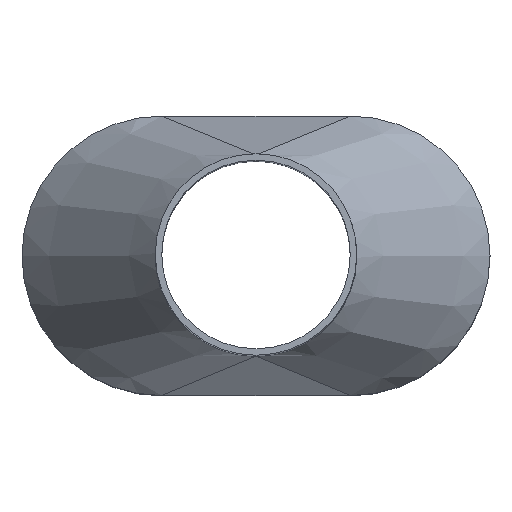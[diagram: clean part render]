
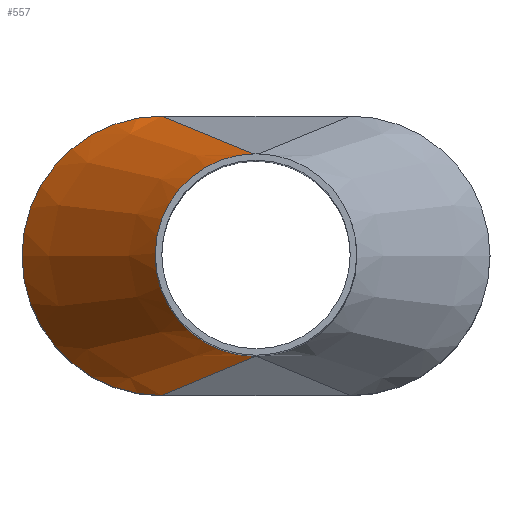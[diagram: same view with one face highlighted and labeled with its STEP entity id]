
A CAD part, top view. The second image highlights one B-rep face of the part: STEP entity #557.
In plain terms, the highlighted free-form (B-spline) face has degree [5, 5] with [6, 9] control points.
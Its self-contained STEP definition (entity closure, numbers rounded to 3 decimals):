
#359=AXIS2_PLACEMENT_3D('Circle Axis2P3D',#357,#358,$) ;
#255=CARTESIAN_POINT('Vertex',(4.3,0.,7.2)) ;
#286=CARTESIAN_POINT('Vertex',(4.3,8.6,7.2)) ;
#357=CARTESIAN_POINT('Axis2P3D Location',(4.3,4.3,7.2)) ;
#466=CARTESIAN_POINT('Control Point',(7.195,7.4,12.)) ;
#467=CARTESIAN_POINT('Control Point',(6.221,7.4,12.)) ;
#468=CARTESIAN_POINT('Control Point',(5.246,7.019,12.)) ;
#469=CARTESIAN_POINT('Control Point',(4.476,6.248,12.)) ;
#470=CARTESIAN_POINT('Control Point',(3.714,4.3,12.)) ;
#471=CARTESIAN_POINT('Control Point',(4.476,2.352,12.)) ;
#472=CARTESIAN_POINT('Control Point',(5.246,1.581,12.)) ;
#473=CARTESIAN_POINT('Control Point',(6.221,1.2,12.)) ;
#474=CARTESIAN_POINT('Control Point',(7.195,1.2,12.)) ;
#475=CARTESIAN_POINT('Control Point',(6.616,7.64,11.04)) ;
#476=CARTESIAN_POINT('Control Point',(5.567,7.64,11.04)) ;
#477=CARTESIAN_POINT('Control Point',(4.516,7.229,11.04)) ;
#478=CARTESIAN_POINT('Control Point',(3.687,6.399,11.04)) ;
#479=CARTESIAN_POINT('Control Point',(2.865,4.3,11.04)) ;
#480=CARTESIAN_POINT('Control Point',(3.687,2.201,11.04)) ;
#481=CARTESIAN_POINT('Control Point',(4.516,1.371,11.04)) ;
#482=CARTESIAN_POINT('Control Point',(5.567,0.96,11.04)) ;
#483=CARTESIAN_POINT('Control Point',(6.616,0.96,11.04)) ;
#484=CARTESIAN_POINT('Control Point',(6.037,7.88,10.08)) ;
#485=CARTESIAN_POINT('Control Point',(4.912,7.88,10.08)) ;
#486=CARTESIAN_POINT('Control Point',(3.787,7.44,10.08)) ;
#487=CARTESIAN_POINT('Control Point',(2.897,6.549,10.08)) ;
#488=CARTESIAN_POINT('Control Point',(2.017,4.3,10.08)) ;
#489=CARTESIAN_POINT('Control Point',(2.897,2.051,10.08)) ;
#490=CARTESIAN_POINT('Control Point',(3.787,1.16,10.08)) ;
#491=CARTESIAN_POINT('Control Point',(4.912,0.72,10.08)) ;
#492=CARTESIAN_POINT('Control Point',(6.037,0.72,10.08)) ;
#493=CARTESIAN_POINT('Control Point',(5.458,8.12,9.12)) ;
#494=CARTESIAN_POINT('Control Point',(4.258,8.12,9.12)) ;
#495=CARTESIAN_POINT('Control Point',(3.057,7.65,9.12)) ;
#496=CARTESIAN_POINT('Control Point',(2.108,6.7,9.12)) ;
#497=CARTESIAN_POINT('Control Point',(1.168,4.3,9.12)) ;
#498=CARTESIAN_POINT('Control Point',(2.108,1.9,9.12)) ;
#499=CARTESIAN_POINT('Control Point',(3.057,0.95,9.12)) ;
#500=CARTESIAN_POINT('Control Point',(4.258,0.48,9.12)) ;
#501=CARTESIAN_POINT('Control Point',(5.458,0.48,9.12)) ;
#502=CARTESIAN_POINT('Control Point',(4.879,8.36,8.16)) ;
#503=CARTESIAN_POINT('Control Point',(3.604,8.36,8.16)) ;
#504=CARTESIAN_POINT('Control Point',(2.327,7.861,8.16)) ;
#505=CARTESIAN_POINT('Control Point',(1.318,6.851,8.16)) ;
#506=CARTESIAN_POINT('Control Point',(0.32,4.3,8.16)) ;
#507=CARTESIAN_POINT('Control Point',(1.318,1.749,8.16)) ;
#508=CARTESIAN_POINT('Control Point',(2.327,0.739,8.16)) ;
#509=CARTESIAN_POINT('Control Point',(3.604,0.24,8.16)) ;
#510=CARTESIAN_POINT('Control Point',(4.879,0.24,8.16)) ;
#511=CARTESIAN_POINT('Control Point',(4.3,8.6,7.2)) ;
#512=CARTESIAN_POINT('Control Point',(2.949,8.6,7.2)) ;
#513=CARTESIAN_POINT('Control Point',(1.597,8.071,7.2)) ;
#514=CARTESIAN_POINT('Control Point',(0.529,7.002,7.2)) ;
#515=CARTESIAN_POINT('Control Point',(-0.529,4.3,7.2)) ;
#516=CARTESIAN_POINT('Control Point',(0.529,1.598,7.2)) ;
#517=CARTESIAN_POINT('Control Point',(1.597,0.529,7.2)) ;
#518=CARTESIAN_POINT('Control Point',(2.949,0.,7.2)) ;
#519=CARTESIAN_POINT('Control Point',(4.3,0.,7.2)) ;
#521=CARTESIAN_POINT('Control Point',(7.195,1.2,12.)) ;
#522=CARTESIAN_POINT('Control Point',(6.616,0.96,11.04)) ;
#523=CARTESIAN_POINT('Control Point',(6.037,0.72,10.08)) ;
#524=CARTESIAN_POINT('Control Point',(5.458,0.48,9.12)) ;
#525=CARTESIAN_POINT('Control Point',(4.879,0.24,8.16)) ;
#526=CARTESIAN_POINT('Control Point',(4.3,0.,7.2)) ;
#527=CARTESIAN_POINT('Vertex',(7.195,1.2,12.)) ;
#531=CARTESIAN_POINT('Control Point',(7.195,7.4,12.)) ;
#532=CARTESIAN_POINT('Control Point',(6.221,7.4,12.)) ;
#533=CARTESIAN_POINT('Control Point',(5.246,7.019,12.)) ;
#534=CARTESIAN_POINT('Control Point',(4.476,6.248,12.)) ;
#535=CARTESIAN_POINT('Control Point',(3.714,4.3,12.)) ;
#536=CARTESIAN_POINT('Control Point',(4.476,2.352,12.)) ;
#537=CARTESIAN_POINT('Control Point',(5.246,1.581,12.)) ;
#538=CARTESIAN_POINT('Control Point',(6.221,1.2,12.)) ;
#539=CARTESIAN_POINT('Control Point',(7.195,1.2,12.)) ;
#540=CARTESIAN_POINT('Vertex',(7.195,7.4,12.)) ;
#544=CARTESIAN_POINT('Control Point',(7.195,7.4,12.)) ;
#545=CARTESIAN_POINT('Control Point',(6.616,7.64,11.04)) ;
#546=CARTESIAN_POINT('Control Point',(6.037,7.88,10.08)) ;
#547=CARTESIAN_POINT('Control Point',(5.458,8.12,9.12)) ;
#548=CARTESIAN_POINT('Control Point',(4.879,8.36,8.16)) ;
#549=CARTESIAN_POINT('Control Point',(4.3,8.6,7.2)) ;
#358=DIRECTION('Axis2P3D Direction',(0.,-0.,1.)) ;
#552=ORIENTED_EDGE('',*,*,#361,.T.) ;
#553=ORIENTED_EDGE('',*,*,#529,.F.) ;
#554=ORIENTED_EDGE('',*,*,#542,.F.) ;
#555=ORIENTED_EDGE('',*,*,#550,.T.) ;
#557=ADVANCED_FACE('S3D-Kragen',(#556),#465,.T.) ;
#520=B_SPLINE_CURVE_WITH_KNOTS('',5,(#521,#522,#523,#524,#525,#526),.UNSPECIFIED.,.F.,.U.,(6,6),(0.,6.001),.UNSPECIFIED.) ;
#530=B_SPLINE_CURVE_WITH_KNOTS('',5,(#531,#532,#533,#534,#535,#536,#537,#538,#539),.UNSPECIFIED.,.F.,.U.,(6,3,6),(0.,4.869,9.739),.UNSPECIFIED.) ;
#543=B_SPLINE_CURVE_WITH_KNOTS('',5,(#544,#545,#546,#547,#548,#549),.UNSPECIFIED.,.F.,.U.,(6,6),(0.,6.001),.UNSPECIFIED.) ;
#465=B_SPLINE_SURFACE_WITH_KNOTS('',5,5,((#466,#467,#468,#469,#470,#471,#472,#473,#474),(#475,#476,#477,#478,#479,#480,#481,#482,#483),(#484,#485,#486,#487,#488,#489,#490,#491,#492),(#493,#494,#495,#496,#497,#498,#499,#500,#501),(#502,#503,#504,#505,#506,#507,#508,#509,#510),(#511,#512,#513,#514,#515,#516,#517,#518,#519)),.UNSPECIFIED.,.F.,.F.,.U.,(6,6),(6,3,6),(0.,6.001),(0.,4.869,9.739),.UNSPECIFIED.) ;
#360=CIRCLE('generated circle',#359,4.3) ;
#361=EDGE_CURVE('',#287,#256,#360,.T.) ;
#529=EDGE_CURVE('',#528,#256,#520,.T.) ;
#542=EDGE_CURVE('',#541,#528,#530,.T.) ;
#550=EDGE_CURVE('',#541,#287,#543,.T.) ;
#551=EDGE_LOOP('',(#552,#553,#554,#555)) ;
#556=FACE_OUTER_BOUND('',#551,.T.) ;
#256=VERTEX_POINT('',#255) ;
#287=VERTEX_POINT('',#286) ;
#528=VERTEX_POINT('',#527) ;
#541=VERTEX_POINT('',#540) ;
